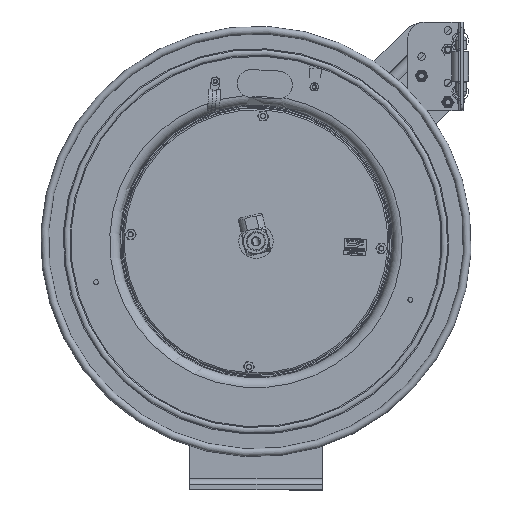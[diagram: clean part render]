
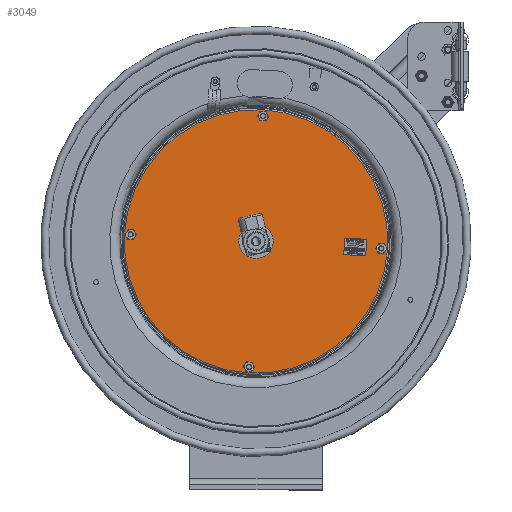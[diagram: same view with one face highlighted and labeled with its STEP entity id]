
A CAD part, top view. The second image highlights one B-rep face of the part: STEP entity #3049.
In plain terms, the highlighted planar face has unit normal (0, 0, 1).
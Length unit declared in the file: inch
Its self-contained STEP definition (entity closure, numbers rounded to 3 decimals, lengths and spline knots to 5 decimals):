
#2954=CARTESIAN_POINT('',(0.33322,17.21253,5.4228));
#2955=VERTEX_POINT('',#2954);
#2956=CARTESIAN_POINT('',(0.,11.25184,5.4228));
#2957=DIRECTION('',(0.,0.,-1.0));
#2958=DIRECTION('',(-0.056,-0.998,0.));
#2959=AXIS2_PLACEMENT_3D('',#2956,#2957,#2958);
#2960=CIRCLE('',#2959,5.97);
#2961=EDGE_CURVE('',#2955,#2955,#2960,.T.);
#2986=CARTESIAN_POINT('',(0.,11.25184,5.4228));
#2987=DIRECTION('',(0.0,0.0,1.0));
#2988=DIRECTION('',(-0.056,-0.998,0.0));
#2989=AXIS2_PLACEMENT_3D('',#2986,#2987,#2988);
#2990=PLANE('',#2989);
#2991=ORIENTED_EDGE('',*,*,#2961,.F.);
#2992=EDGE_LOOP('',(#2991));
#2993=FACE_OUTER_BOUND('',#2992,.T.);
#2994=CARTESIAN_POINT('',(-5.68645,11.42951,5.4228));
#2995=VERTEX_POINT('',#2994);
#2996=CARTESIAN_POINT('',(-5.67863,11.56929,5.4228));
#2997=DIRECTION('',(0.,0.,-1.0));
#2998=DIRECTION('',(-0.056,-0.998,0.));
#2999=AXIS2_PLACEMENT_3D('',#2996,#2997,#2998);
#3000=CIRCLE('',#2999,0.14);
#3001=EDGE_CURVE('',#2995,#2995,#3000,.T.);
#3002=ORIENTED_EDGE('',*,*,#3001,.T.);
#3003=EDGE_LOOP('',(#3002));
#3004=FACE_BOUND('',#3003,.T.);
#3005=CARTESIAN_POINT('',(5.67082,10.7946,5.4228));
#3006=VERTEX_POINT('',#3005);
#3007=CARTESIAN_POINT('',(5.67863,10.93439,5.4228));
#3008=DIRECTION('',(0.,0.,-1.0));
#3009=DIRECTION('',(-0.056,-0.998,0.));
#3010=AXIS2_PLACEMENT_3D('',#3007,#3008,#3009);
#3011=CIRCLE('',#3010,0.14);
#3012=EDGE_CURVE('',#3006,#3006,#3011,.T.);
#3013=ORIENTED_EDGE('',*,*,#3012,.T.);
#3014=EDGE_LOOP('',(#3013));
#3015=FACE_BOUND('',#3014,.T.);
#3016=CARTESIAN_POINT('',(0.30964,16.79069,5.4228));
#3017=VERTEX_POINT('',#3016);
#3018=CARTESIAN_POINT('',(0.31745,16.93047,5.4228));
#3019=DIRECTION('',(0.,0.,-1.0));
#3020=DIRECTION('',(-0.056,-0.998,0.));
#3021=AXIS2_PLACEMENT_3D('',#3018,#3019,#3020);
#3022=CIRCLE('',#3021,0.14);
#3023=EDGE_CURVE('',#3017,#3017,#3022,.T.);
#3024=ORIENTED_EDGE('',*,*,#3023,.T.);
#3025=EDGE_LOOP('',(#3024));
#3026=FACE_BOUND('',#3025,.T.);
#3027=CARTESIAN_POINT('',(-0.32527,5.43342,5.4228));
#3028=VERTEX_POINT('',#3027);
#3029=CARTESIAN_POINT('',(-0.31745,5.57321,5.4228));
#3030=DIRECTION('',(0.,0.,-1.0));
#3031=DIRECTION('',(-0.056,-0.998,0.));
#3032=AXIS2_PLACEMENT_3D('',#3029,#3030,#3031);
#3033=CIRCLE('',#3032,0.14);
#3034=EDGE_CURVE('',#3028,#3028,#3033,.T.);
#3035=ORIENTED_EDGE('',*,*,#3034,.T.);
#3036=EDGE_LOOP('',(#3035));
#3037=FACE_BOUND('',#3036,.T.);
#3038=CARTESIAN_POINT('',(-0.03656,10.59786,5.4228));
#3039=VERTEX_POINT('',#3038);
#3040=CARTESIAN_POINT('',(0.,11.25184,5.4228));
#3041=DIRECTION('',(0.,0.,-1.0));
#3042=DIRECTION('',(0.056,0.998,0.));
#3043=AXIS2_PLACEMENT_3D('',#3040,#3041,#3042);
#3044=CIRCLE('',#3043,0.655);
#3045=EDGE_CURVE('',#3039,#3039,#3044,.T.);
#3046=ORIENTED_EDGE('',*,*,#3045,.T.);
#3047=EDGE_LOOP('',(#3046));
#3048=FACE_BOUND('',#3047,.T.);
#3049=ADVANCED_FACE('',(#2993,#3004,#3015,#3026,#3037,#3048),#2990,.T.);
